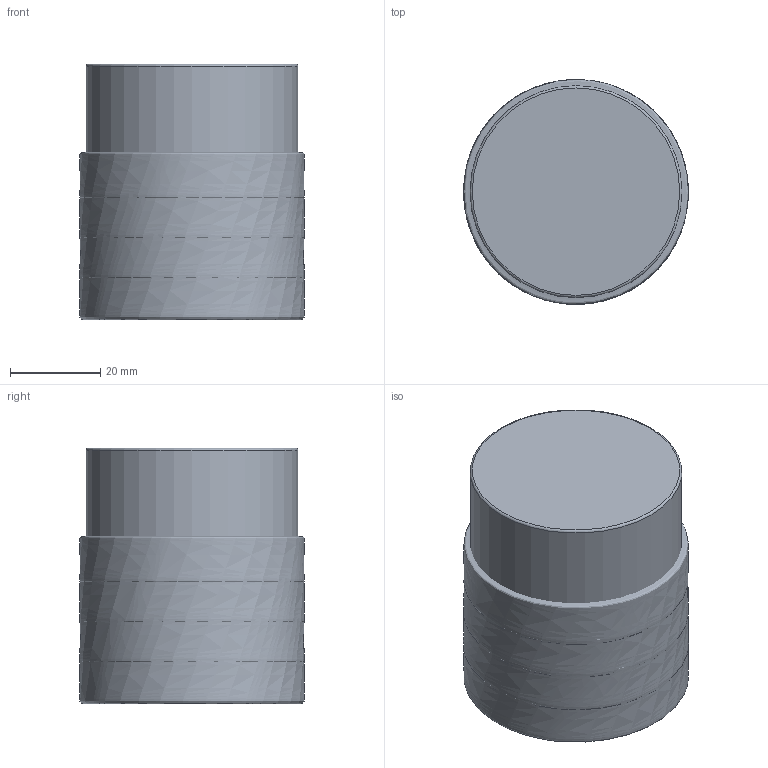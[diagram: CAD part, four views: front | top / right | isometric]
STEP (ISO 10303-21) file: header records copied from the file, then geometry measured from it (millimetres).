
FILE_DESCRIPTION(/* description */ (''),/* implementation_level */ '2;1');
FILE_NAME(/* name */ '1583809366742.stp',/* time_stamp */ '2020-03-10T08:33:02+05:00',/* author */ (''),/* organization */ ('SMS'),/* preprocessor_version */ 'ST-DEVELOPER v16.7',/* originating_system */ 'SIEMENS PLM Software NX 12.0',/* authorisation */ '');
FILE_SCHEMA (('AUTOMOTIVE_DESIGN { 1 0 10303 214 3 1 1 1 }'));
Length unit declared in the file: millimetre
Products named in the file (4): ASSEMBLY_CONSTRUCTION; 202220500mod000_00; 202891514mod000_00; 202891515mod000_00
Assembly tree (6 placements, depth 2):
  202891515mod000_00
    202891514mod000_00
    202220500mod000_00  x4
    ASSEMBLY_CONSTRUCTION
Bounding box: 49.89 x 49.89 x 56.71 mm (x, y, z)
Volume: 136051.9 mm3; surface area: 30350.4 mm2
Topology: 5 solids, 5 shells, 21 faces, 46 edges, 61 vertices
Faces by surface type: cone 10, bspline 4, plane 3, torus 3, cylinder 1
Full cylindrical faces by diameter (mm): 47.031 x1
Entity records: 24096 total; most frequent: CARTESIAN_POINT 23340, DIRECTION 132, AXIS2_PLACEMENT_3D 66, STYLED_ITEM 59, PRESENTATION_STYLE_ASSIGNMENT 59, FACE_BOUND 34, EDGE_LOOP 32, ORIENTED_EDGE 32
